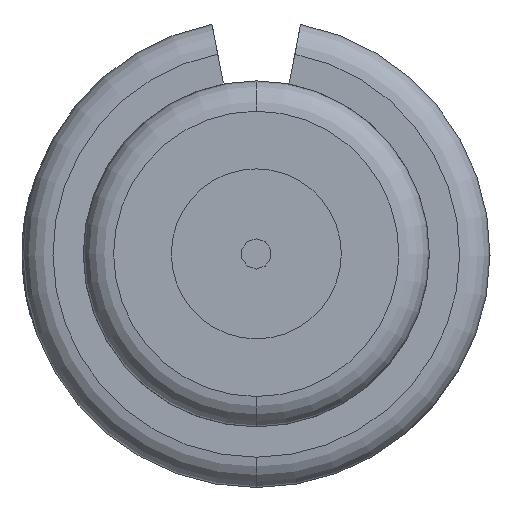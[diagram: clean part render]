
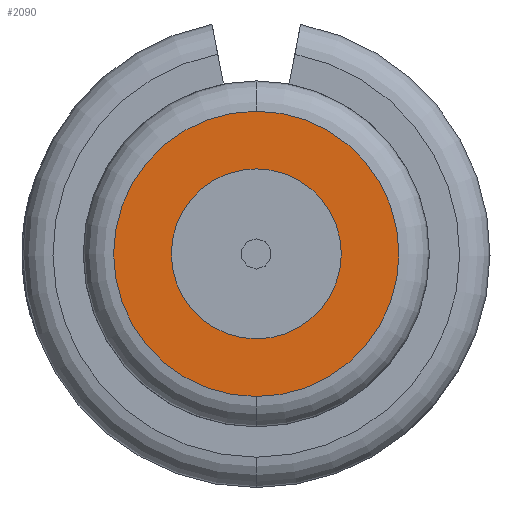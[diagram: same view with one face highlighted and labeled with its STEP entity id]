
A CAD part, left-side view. The second image highlights one B-rep face of the part: STEP entity #2090.
In plain terms, the highlighted planar face has unit normal (-1, 0, 0).
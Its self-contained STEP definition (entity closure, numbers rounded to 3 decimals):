
#36 = ORIENTED_EDGE ( 'NONE', *, *, #849, .T. ) ;
#65 = ORIENTED_EDGE ( 'NONE', *, *, #2303, .T. ) ;
#81 = DIRECTION ( 'NONE',  ( 1., 0., 0. ) ) ;
#125 = CIRCLE ( 'NONE', #2070, 1.4 ) ;
#166 = FACE_OUTER_BOUND ( 'NONE', #274, .T. ) ;
#169 = CARTESIAN_POINT ( 'NONE',  ( 0., 0., 0. ) ) ;
#274 = EDGE_LOOP ( 'NONE', ( #3765, #36 ) ) ;
#579 = AXIS2_PLACEMENT_3D ( 'NONE', #2551, #3160, #1227 ) ;
#730 = DIRECTION ( 'NONE',  ( -1., 0., 0. ) ) ;
#739 = CARTESIAN_POINT ( 'NONE',  ( 0., 0., -1.4 ) ) ;
#752 = PLANE ( 'NONE',  #3402 ) ;
#754 = DIRECTION ( 'NONE',  ( 0., 0., -1. ) ) ;
#849 = EDGE_CURVE ( 'NONE', #3095, #2621, #1301, .T. ) ;
#1227 = DIRECTION ( 'NONE',  ( 0., 0., -1. ) ) ;
#1301 = CIRCLE ( 'NONE', #3850, 2.35 ) ;
#1368 = EDGE_CURVE ( 'NONE', #3208, #2066, #125, .T. ) ;
#1448 = ORIENTED_EDGE ( 'NONE', *, *, #1368, .T. ) ;
#1700 = DIRECTION ( 'NONE',  ( 0., 0., -1. ) ) ;
#1742 = AXIS2_PLACEMENT_3D ( 'NONE', #1933, #2528, #2235 ) ;
#1933 = CARTESIAN_POINT ( 'NONE',  ( 0., 0., 0. ) ) ;
#2066 = VERTEX_POINT ( 'NONE', #739 ) ;
#2070 = AXIS2_PLACEMENT_3D ( 'NONE', #169, #3023, #754 ) ;
#2090 = ADVANCED_FACE ( 'NONE', ( #166, #3376 ), #752, .F. ) ;
#2235 = DIRECTION ( 'NONE',  ( 0., 0., -1. ) ) ;
#2265 = EDGE_CURVE ( 'NONE', #2621, #3095, #3573, .T. ) ;
#2303 = EDGE_CURVE ( 'NONE', #2066, #3208, #3779, .T. ) ;
#2351 = CARTESIAN_POINT ( 'NONE',  ( 0., 0., -2.35 ) ) ;
#2389 = CARTESIAN_POINT ( 'NONE',  ( 0., 0., 2.35 ) ) ;
#2528 = DIRECTION ( 'NONE',  ( -1., 0., 0. ) ) ;
#2551 = CARTESIAN_POINT ( 'NONE',  ( 0., 0., 0. ) ) ;
#2621 = VERTEX_POINT ( 'NONE', #2351 ) ;
#2726 = CARTESIAN_POINT ( 'NONE',  ( 0., 0., 1.4 ) ) ;
#2991 = CARTESIAN_POINT ( 'NONE',  ( 0., 0., 0. ) ) ;
#3014 = CARTESIAN_POINT ( 'NONE',  ( 0., 0., 0. ) ) ;
#3023 = DIRECTION ( 'NONE',  ( 1., 0., 0. ) ) ;
#3095 = VERTEX_POINT ( 'NONE', #2389 ) ;
#3160 = DIRECTION ( 'NONE',  ( 1., 0., 0. ) ) ;
#3208 = VERTEX_POINT ( 'NONE', #2726 ) ;
#3376 = FACE_BOUND ( 'NONE', #3887, .T. ) ;
#3402 = AXIS2_PLACEMENT_3D ( 'NONE', #2991, #81, #1700 ) ;
#3573 = CIRCLE ( 'NONE', #1742, 2.35 ) ;
#3679 = DIRECTION ( 'NONE',  ( 0., 0., -1. ) ) ;
#3765 = ORIENTED_EDGE ( 'NONE', *, *, #2265, .T. ) ;
#3779 = CIRCLE ( 'NONE', #579, 1.4 ) ;
#3850 = AXIS2_PLACEMENT_3D ( 'NONE', #3014, #730, #3679 ) ;
#3887 = EDGE_LOOP ( 'NONE', ( #65, #1448 ) ) ;
